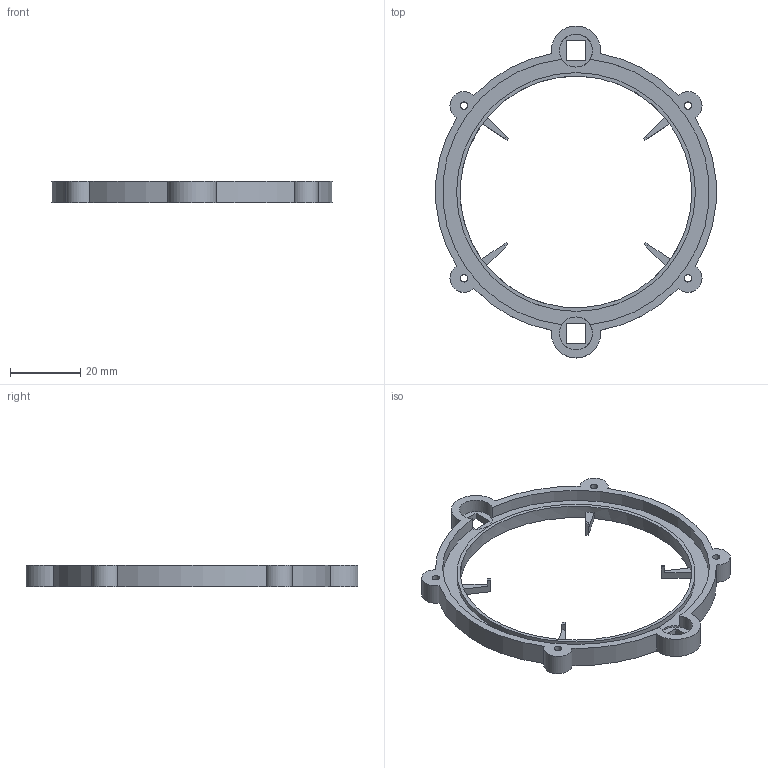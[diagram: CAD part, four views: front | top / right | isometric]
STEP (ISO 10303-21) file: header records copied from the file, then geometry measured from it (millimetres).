
FILE_DESCRIPTION(/* description */ ('STEP AP242','CAx-IF Rec.Pracs.---Representation and Presentation of Product Manufacturing Information (PMI)---4.0---2014-10-13','CAx-IF Rec.Pracs.---3D Tessellated Geometry---0.4---2014-09-14','2;1'),/* implementation_level */ '2;1');
FILE_NAME(/* name */ '68e8370b196e8a6f17605793',/* time_stamp */ '2025-10-09T22:28:27Z',/* author */ (''),/* organization */ (''),/* preprocessor_version */ 'ST-DEVELOPER v20',/* originating_system */ 'ONSHAPE BY PTC INC, 1.204',/* authorisation */ ' ');
FILE_SCHEMA (('AP242_MANAGED_MODEL_BASED_3D_ENGINEERING_MIM_LF { 1 0 10303 442 1 1 4 }'));
Length unit declared in the file: metre
Products named in the file (1): LRHolder
Bounding box: 79.75 x 94.53 x 6 mm (x, y, z)
Volume: 7084.3 mm3; surface area: 8029.2 mm2
Topology: 1 solids, 1 shells, 72 faces, 190 edges, 126 vertices
Faces by surface type: plane 46, cylinder 26
Full cylindrical faces by diameter (mm): 2.1 x4, 4.1 x4, 9.4 x2, 66 x1, 68 x1
Entity records: 2202 total; most frequent: DIRECTION 382, CARTESIAN_POINT 371, ORIENTED_EDGE 350, EDGE_CURVE 175, AXIS2_PLACEMENT_3D 134, VERTEX_POINT 123, LINE 114, VECTOR 114
